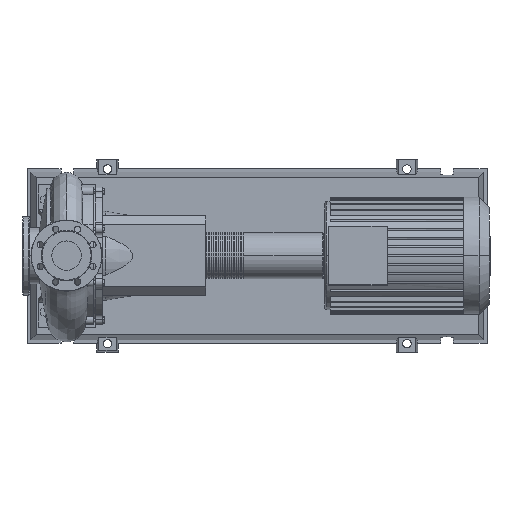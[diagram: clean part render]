
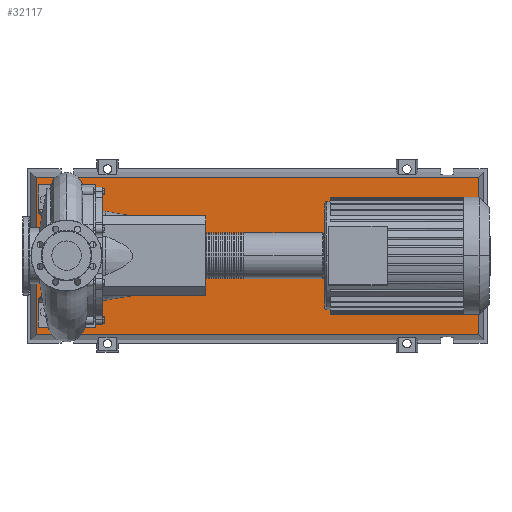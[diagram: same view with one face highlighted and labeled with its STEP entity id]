
A CAD part, top view. The second image highlights one B-rep face of the part: STEP entity #32117.
In plain terms, the highlighted planar face has unit normal (0, 0, 1).
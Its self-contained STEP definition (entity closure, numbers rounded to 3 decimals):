
#31798=CARTESIAN_POINT('',(1155.471,-220.471,103.0));
#31799=VERTEX_POINT('',#31798);
#31806=CARTESIAN_POINT('',(-85.471,-220.471,103.0));
#31807=VERTEX_POINT('',#31806);
#31808=CARTESIAN_POINT('',(1155.471,-220.471,103.0));
#31809=DIRECTION('',(-1.0,0.0,0.0));
#31810=VECTOR('',#31809,1240.941);
#31811=LINE('',#31808,#31810);
#31812=EDGE_CURVE('',#31799,#31807,#31811,.T.);
#32030=CARTESIAN_POINT('',(1155.471,220.471,103.0));
#32031=VERTEX_POINT('',#32030);
#32032=CARTESIAN_POINT('',(1155.471,220.471,103.0));
#32033=DIRECTION('',(0.0,-1.0,0.0));
#32034=VECTOR('',#32033,440.941);
#32035=LINE('',#32032,#32034);
#32036=EDGE_CURVE('',#32031,#31799,#32035,.T.);
#32054=CARTESIAN_POINT('',(-85.471,220.471,103.0));
#32055=VERTEX_POINT('',#32054);
#32056=CARTESIAN_POINT('',(-85.471,-220.471,103.0));
#32057=DIRECTION('',(0.0,1.0,0.0));
#32058=VECTOR('',#32057,440.941);
#32059=LINE('',#32056,#32058);
#32060=EDGE_CURVE('',#31807,#32055,#32059,.T.);
#32093=CARTESIAN_POINT('',(-85.471,220.471,103.0));
#32094=DIRECTION('',(1.0,0.0,0.0));
#32095=VECTOR('',#32094,1240.941);
#32096=LINE('',#32093,#32095);
#32097=EDGE_CURVE('',#32055,#32031,#32096,.T.);
#32106=CARTESIAN_POINT('',(535.,0.,103.0));
#32107=DIRECTION('',(0.0,0.0,1.0));
#32108=DIRECTION('',(1.0,0.0,0.0));
#32109=AXIS2_PLACEMENT_3D('',#32106,#32107,#32108);
#32110=PLANE('',#32109);
#32111=ORIENTED_EDGE('',*,*,#32036,.F.);
#32112=ORIENTED_EDGE('',*,*,#32097,.F.);
#32113=ORIENTED_EDGE('',*,*,#32060,.F.);
#32114=ORIENTED_EDGE('',*,*,#31812,.F.);
#32115=EDGE_LOOP('',(#32111,#32112,#32113,#32114));
#32116=FACE_OUTER_BOUND('',#32115,.T.);
#32117=ADVANCED_FACE('',(#32116),#32110,.T.);
